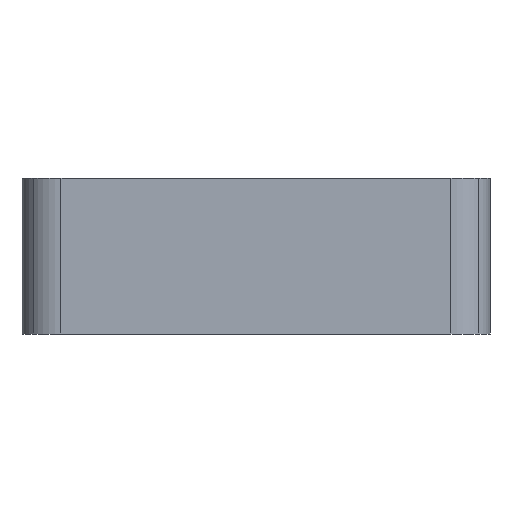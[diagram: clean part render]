
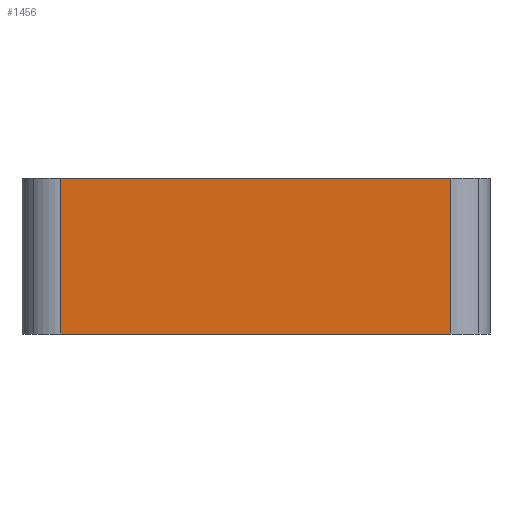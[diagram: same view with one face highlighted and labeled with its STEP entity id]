
A CAD part, left-side view. The second image highlights one B-rep face of the part: STEP entity #1456.
In plain terms, the highlighted planar face has unit normal (-1, 0, 0).
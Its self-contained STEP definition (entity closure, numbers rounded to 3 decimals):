
#175=CARTESIAN_POINT('POINT18',(-120.,-50.,-20.));
#176=VERTEX_POINT('VERTEX18',#175);
#179=CARTESIAN_POINT('POINT19',(-120.,50.,-20.));
#180=VERTEX_POINT('VERTEX19',#179);
#181=CARTESIAN_POINT('POS22',(-120.,0.,-20.));
#182=DIRECTION('DIR31',(0.,1.,0.));
#183=VECTOR('VEC13',#182,1.);
#184=LINE('STRAIGHT13',#181,#183);
#185=EDGE_CURVE('EDGE19',#176,#180,#184,.T.);
#1419=CARTESIAN_POINT('POINT127',(-120.,-50.,20.));
#1420=VERTEX_POINT('VERTEX127',#1419);
#1423=CARTESIAN_POINT('POS159',(-120.,-50.,0.));
#1424=DIRECTION('DIR220',(0.,0.,-1.));
#1425=VECTOR('VEC98',#1424,1.);
#1426=LINE('STRAIGHT98',#1423,#1425);
#1427=EDGE_CURVE('EDGE158',#1420,#176,#1426,.T.);
#1433=ORIENTED_EDGE('COEDGE213',*,*,#1427,.F.);
#1434=CARTESIAN_POINT('POINT128',(-120.,50.,20.));
#1435=VERTEX_POINT('VERTEX128',#1434);
#1436=CARTESIAN_POINT('POS160',(-120.,0.,20.));
#1437=DIRECTION('DIR221',(0.,-1.,0.));
#1438=VECTOR('VEC99',#1437,1.);
#1439=LINE('STRAIGHT99',#1436,#1438);
#1440=EDGE_CURVE('EDGE159',#1435,#1420,#1439,.T.);
#1441=ORIENTED_EDGE('COEDGE214',*,*,#1440,.F.);
#1442=CARTESIAN_POINT('POS161',(-120.,50.,0.));
#1443=DIRECTION('DIR222',(0.,0.,1.));
#1444=VECTOR('VEC100',#1443,1.);
#1445=LINE('STRAIGHT100',#1442,#1444);
#1446=EDGE_CURVE('EDGE160',#180,#1435,#1445,.T.);
#1447=ORIENTED_EDGE('COEDGE215',*,*,#1446,.F.);
#1448=ORIENTED_EDGE('COEDGE216',*,*,#185,.F.);
#1449=EDGE_LOOP('NONE',(#1433,#1441,#1447,#1448));
#1450=FACE_BOUND('LOOP1',#1449,.T.);
#1451=CARTESIAN_POINT('POS162',(-120.,0.,0.));
#1452=DIRECTION('DIR223',(1.,0.,0.));
#1453=DIRECTION('DIR224',(0.,1.,0.));
#1454=AXIS2_PLACEMENT_3D('AXIS62',#1451,#1452,#1453);
#1455=PLANE('PLANE22',#1454);
#1456=ADVANCED_FACE('FACE38',(#1450),#1455,.F.);
